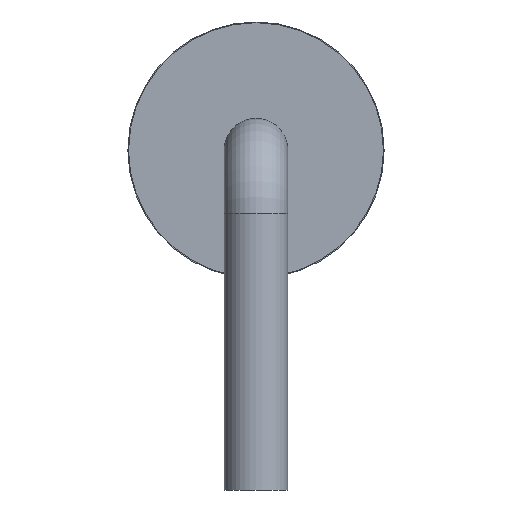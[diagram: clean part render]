
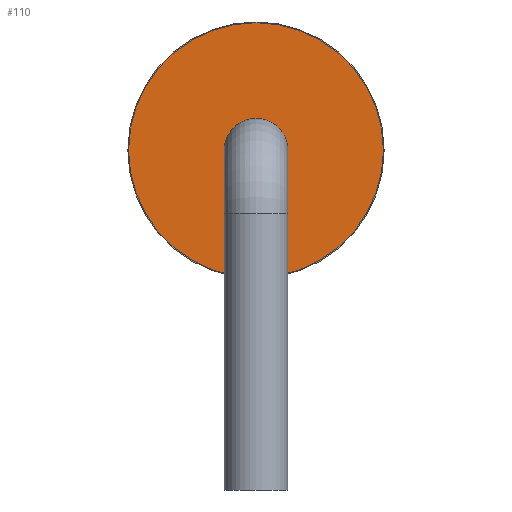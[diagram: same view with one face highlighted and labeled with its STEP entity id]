
A CAD part, left-side view. The second image highlights one B-rep face of the part: STEP entity #110.
In plain terms, the highlighted planar face has unit normal (-1, 0, 0).
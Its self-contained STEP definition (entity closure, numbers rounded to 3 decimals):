
#91 = VERTEX_POINT('',#92);
#92 = CARTESIAN_POINT('',(1.28,0.,1.85));
#98 = EDGE_CURVE('',#91,#91,#99,.T.);
#99 = CIRCLE('',#100,0.45);
#100 = AXIS2_PLACEMENT_3D('',#101,#102,#103);
#101 = CARTESIAN_POINT('',(1.28,0.,2.3));
#102 = DIRECTION('',(1.,0.,0.));
#103 = DIRECTION('',(0.,0.,-1.));
#110 = ADVANCED_FACE('',(#111,#122),#125,.F.);
#111 = FACE_BOUND('',#112,.T.);
#112 = EDGE_LOOP('',(#113));
#113 = ORIENTED_EDGE('',*,*,#114,.F.);
#114 = EDGE_CURVE('',#115,#115,#117,.T.);
#115 = VERTEX_POINT('',#116);
#116 = CARTESIAN_POINT('',(1.28,0.,4.1));
#117 = CIRCLE('',#118,1.8);
#118 = AXIS2_PLACEMENT_3D('',#119,#120,#121);
#119 = CARTESIAN_POINT('',(1.28,0.,2.3));
#120 = DIRECTION('',(1.,0.,0.));
#121 = DIRECTION('',(0.,0.,1.));
#122 = FACE_BOUND('',#123,.T.);
#123 = EDGE_LOOP('',(#124));
#124 = ORIENTED_EDGE('',*,*,#98,.T.);
#125 = PLANE('',#126);
#126 = AXIS2_PLACEMENT_3D('',#127,#128,#129);
#127 = CARTESIAN_POINT('',(1.28,0.,2.3));
#128 = DIRECTION('',(1.,0.,0.));
#129 = DIRECTION('',(0.,0.,1.));
